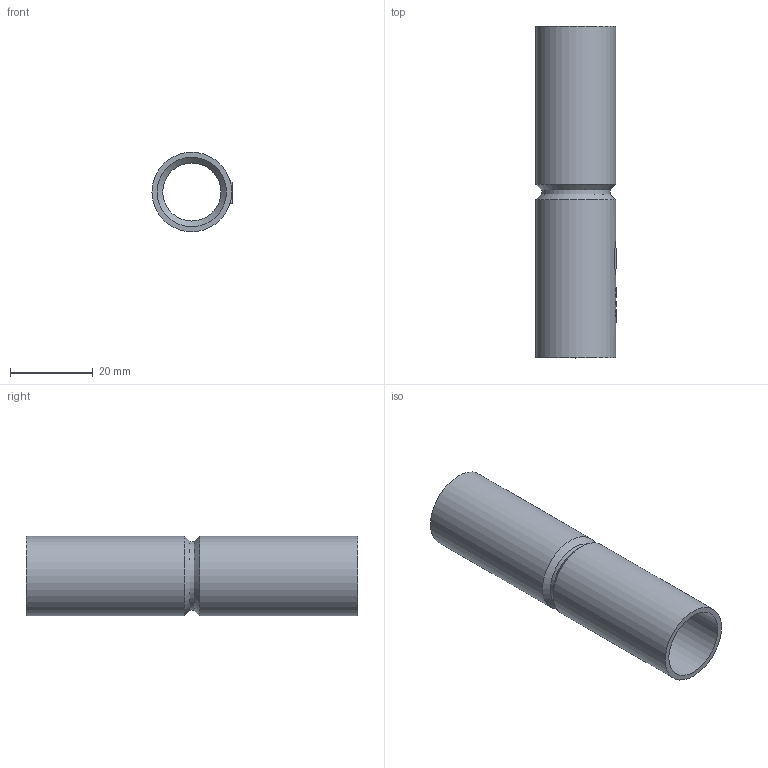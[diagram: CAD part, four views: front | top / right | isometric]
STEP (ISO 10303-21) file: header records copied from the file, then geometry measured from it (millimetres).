
FILE_DESCRIPTION(('STEP AP203'), '1');
FILE_NAME('Ïàòðóáîê-ìóôòà ä16 áåçãàëîãåííàÿ (HF) àòìîñôåðîñòîéêàÿ', '', ('UNSPECIFIED'), ('UNSPECIFIED'), 'ASCON STEP Converter 1.6', 'ASCON Math Kernel', '');
FILE_SCHEMA(('CONFIG_CONTROL_DESIGN'));
Length unit declared in the file: millimetre
Bounding box: 19.3 x 80 x 19.2 mm (x, y, z)
Volume: 5618.7 mm3; surface area: 9261.5 mm2
Topology: 1 solids, 1 shells, 82 faces, 204 edges, 134 vertices
Faces by surface type: plane 39, extrusion 22, cylinder 17, cone 4
Full cylindrical faces by diameter (mm): 14 x1, 16.5 x1, 16.7 x2, 19.2 x2
Entity records: 6027 total; most frequent: CARTESIAN_POINT 3502, ORIENTED_EDGE 388, DIRECTION 311, EDGE_CURVE 194, VERTEX_POINT 134, VECTOR 123, EDGE_LOOP 104, LINE 101
